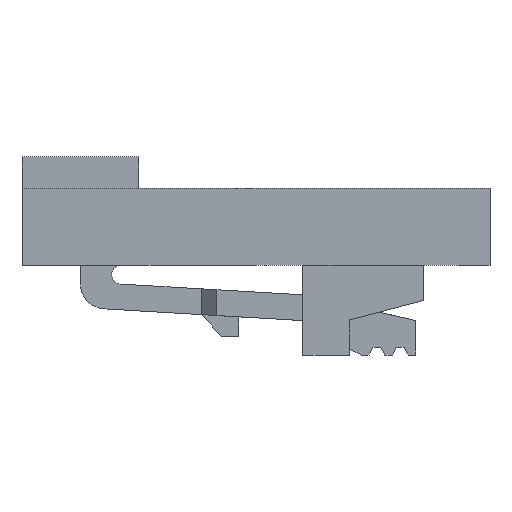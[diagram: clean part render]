
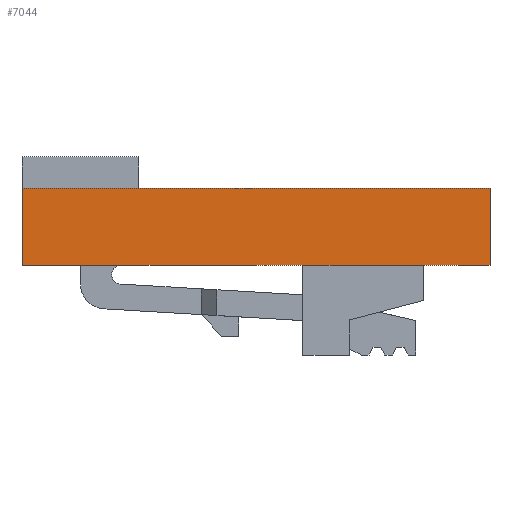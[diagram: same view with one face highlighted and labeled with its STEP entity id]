
A CAD part, left-side view. The second image highlights one B-rep face of the part: STEP entity #7044.
In plain terms, the highlighted planar face has unit normal (-1, 0, 0).
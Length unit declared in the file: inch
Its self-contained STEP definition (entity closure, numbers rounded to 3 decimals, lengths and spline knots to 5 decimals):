
#9=DIRECTION('',(0.,0.,1.));
#10=VECTOR('',#9,0.099);
#11=CARTESIAN_POINT('',(-0.2995,-0.3,-0.0495));
#12=LINE('',#11,#10);
#401=DIRECTION('',(0.,0.,1.));
#402=VECTOR('',#401,0.099);
#403=CARTESIAN_POINT('',(-0.2995,0.3,-0.0495));
#404=LINE('',#403,#402);
#1685=DIRECTION('',(0.,1.,0.));
#1686=VECTOR('',#1685,0.6);
#1687=CARTESIAN_POINT('',(-0.2995,-0.3,0.0495));
#1688=LINE('',#1687,#1686);
#2125=DIRECTION('',(0.,1.,0.));
#2126=VECTOR('',#2125,0.6);
#2127=CARTESIAN_POINT('',(-0.2995,-0.3,-0.0495));
#2128=LINE('',#2127,#2126);
#2861=CARTESIAN_POINT('',(-0.2995,-0.3,-0.0495));
#2862=CARTESIAN_POINT('',(-0.2995,-0.3,0.0495));
#2863=VERTEX_POINT('',#2861);
#2864=VERTEX_POINT('',#2862);
#2869=CARTESIAN_POINT('',(-0.2995,0.3,-0.0495));
#2870=CARTESIAN_POINT('',(-0.2995,0.3,0.0495));
#2871=VERTEX_POINT('',#2869);
#2872=VERTEX_POINT('',#2870);
#7033=CARTESIAN_POINT('',(-0.2995,-0.3,-0.0495));
#7034=DIRECTION('',(-1.,0.,0.));
#7035=DIRECTION('',(0.,0.,1.));
#7036=AXIS2_PLACEMENT_3D('',#7033,#7034,#7035);
#7037=PLANE('',#7036);
#7038=ORIENTED_EDGE('',*,*,#3774,.F.);
#7039=ORIENTED_EDGE('',*,*,#4551,.T.);
#7040=ORIENTED_EDGE('',*,*,#4182,.T.);
#7041=ORIENTED_EDGE('',*,*,#6019,.F.);
#7042=EDGE_LOOP('',(#7038,#7039,#7040,#7041));
#7043=FACE_OUTER_BOUND('',#7042,.F.);
#7044=ADVANCED_FACE('',(#7043),#7037,.T.);
#3774=EDGE_CURVE('',#2863,#2864,#12,.T.);
#4182=EDGE_CURVE('',#2871,#2872,#404,.T.);
#4551=EDGE_CURVE('',#2863,#2871,#2128,.T.);
#6019=EDGE_CURVE('',#2864,#2872,#1688,.T.);
